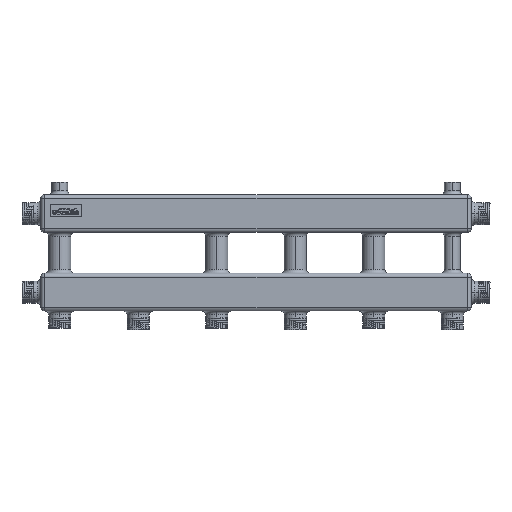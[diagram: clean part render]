
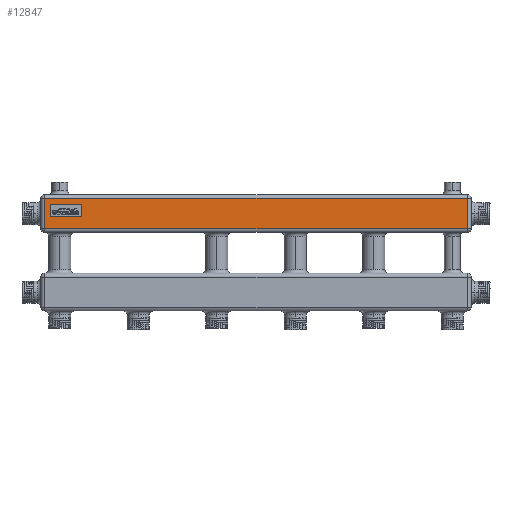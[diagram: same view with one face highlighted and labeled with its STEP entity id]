
A CAD part, top view. The second image highlights one B-rep face of the part: STEP entity #12847.
In plain terms, the highlighted planar face has unit normal (0, 0, 1).
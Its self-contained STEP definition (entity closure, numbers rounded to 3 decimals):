
#343 = LINE ( 'NONE', #2161, #18204 ) ;
#534 = VERTEX_POINT ( 'NONE', #21400 ) ;
#1618 = VERTEX_POINT ( 'NONE', #2217 ) ;
#1823 = CARTESIAN_POINT ( 'NONE',  ( 65., 60.5, 30. ) ) ;
#1910 = EDGE_CURVE ( 'NONE', #15239, #24797, #9150, .T. ) ;
#2161 = CARTESIAN_POINT ( 'NONE',  ( 15., 0., 30. ) ) ;
#2217 = CARTESIAN_POINT ( 'NONE',  ( 15., 74.5, 30. ) ) ;
#2501 = VERTEX_POINT ( 'NONE', #1823 ) ;
#3470 = FACE_BOUND ( 'NONE', #13987, .T. ) ;
#3564 = CARTESIAN_POINT ( 'NONE',  ( 62., 57.5, 30. ) ) ;
#4141 = VERTEX_POINT ( 'NONE', #23251 ) ;
#4517 = VERTEX_POINT ( 'NONE', #34107 ) ;
#5981 = DIRECTION ( 'NONE',  ( 1., 0., 0. ) ) ;
#6157 = CARTESIAN_POINT ( 'NONE',  ( 0., 86.5, 30. ) ) ;
#6399 = CARTESIAN_POINT ( 'NONE',  ( 0., 38.5, 30. ) ) ;
#6465 = EDGE_CURVE ( 'NONE', #24797, #17307, #13137, .T. ) ;
#7288 = ORIENTED_EDGE ( 'NONE', *, *, #26578, .T. ) ;
#7568 = DIRECTION ( 'NONE',  ( 1., 0., 0. ) ) ;
#9150 = LINE ( 'NONE', #34353, #19967 ) ;
#9819 = ORIENTED_EDGE ( 'NONE', *, *, #36158, .T. ) ;
#9898 = AXIS2_PLACEMENT_3D ( 'NONE', #18537, #36492, #17875 ) ;
#10318 = CARTESIAN_POINT ( 'NONE',  ( 6., 86.5, 30. ) ) ;
#10722 = ORIENTED_EDGE ( 'NONE', *, *, #20544, .T. ) ;
#10934 = CARTESIAN_POINT ( 'NONE',  ( 0., 0., 30. ) ) ;
#11115 = CARTESIAN_POINT ( 'NONE',  ( 18., 74.5, 30. ) ) ;
#11652 = DIRECTION ( 'NONE',  ( 0., 0., -1. ) ) ;
#11737 = DIRECTION ( 'NONE',  ( -1., 0., 0. ) ) ;
#12683 = ORIENTED_EDGE ( 'NONE', *, *, #21034, .T. ) ;
#12695 = EDGE_LOOP ( 'NONE', ( #35317, #12683, #10722, #17907 ) ) ;
#12847 = ADVANCED_FACE ( 'NONE', ( #14763, #3470 ), #14079, .T. ) ;
#12976 = VECTOR ( 'NONE', #14709, 1000. ) ;
#13137 = LINE ( 'NONE', #6399, #21153 ) ;
#13287 = EDGE_CURVE ( 'NONE', #15578, #2501, #26461, .T. ) ;
#13470 = DIRECTION ( 'NONE',  ( 0., -1., 0. ) ) ;
#13987 = EDGE_LOOP ( 'NONE', ( #14597, #36510, #7288, #14519, #9819, #26227, #26573, #26721 ) ) ;
#14079 = PLANE ( 'NONE',  #19351 ) ;
#14519 = ORIENTED_EDGE ( 'NONE', *, *, #25017, .T. ) ;
#14587 = VERTEX_POINT ( 'NONE', #28872 ) ;
#14597 = ORIENTED_EDGE ( 'NONE', *, *, #13287, .T. ) ;
#14709 = DIRECTION ( 'NONE',  ( 0., 1., 0. ) ) ;
#14763 = FACE_OUTER_BOUND ( 'NONE', #12695, .T. ) ;
#14836 = CARTESIAN_POINT ( 'NONE',  ( 679., 0., 30. ) ) ;
#15239 = VERTEX_POINT ( 'NONE', #10318 ) ;
#15318 = DIRECTION ( 'NONE',  ( 0., 0., -1. ) ) ;
#15401 = CARTESIAN_POINT ( 'NONE',  ( 0., 77.5, 30. ) ) ;
#15578 = VERTEX_POINT ( 'NONE', #32282 ) ;
#16577 = DIRECTION ( 'NONE',  ( 0., 0., 1. ) ) ;
#16598 = DIRECTION ( 'NONE',  ( 0., 1., 0. ) ) ;
#17307 = VERTEX_POINT ( 'NONE', #18114 ) ;
#17623 = CARTESIAN_POINT ( 'NONE',  ( 0., 57.5, 30. ) ) ;
#17875 = DIRECTION ( 'NONE',  ( 1., 0., 0. ) ) ;
#17907 = ORIENTED_EDGE ( 'NONE', *, *, #1910, .T. ) ;
#18114 = CARTESIAN_POINT ( 'NONE',  ( 679., 38.5, 30. ) ) ;
#18204 = VECTOR ( 'NONE', #16598, 1000. ) ;
#18485 = VECTOR ( 'NONE', #36964, 1000. ) ;
#18537 = CARTESIAN_POINT ( 'NONE',  ( 62., 74.5, 30. ) ) ;
#18638 = LINE ( 'NONE', #6157, #34145 ) ;
#19351 = AXIS2_PLACEMENT_3D ( 'NONE', #10934, #16577, #28632 ) ;
#19587 = CIRCLE ( 'NONE', #9898, 3. ) ;
#19928 = DIRECTION ( 'NONE',  ( 1., 0., 0. ) ) ;
#19967 = VECTOR ( 'NONE', #13470, 1000. ) ;
#20544 = EDGE_CURVE ( 'NONE', #4141, #15239, #18638, .T. ) ;
#21034 = EDGE_CURVE ( 'NONE', #17307, #4141, #30807, .T. ) ;
#21153 = VECTOR ( 'NONE', #33192, 1000. ) ;
#21400 = CARTESIAN_POINT ( 'NONE',  ( 62., 77.5, 30. ) ) ;
#21862 = EDGE_CURVE ( 'NONE', #1618, #14587, #34053, .T. ) ;
#21869 = CARTESIAN_POINT ( 'NONE',  ( 62., 60.5, 30. ) ) ;
#22175 = CARTESIAN_POINT ( 'NONE',  ( 6., 38.5, 30. ) ) ;
#23251 = CARTESIAN_POINT ( 'NONE',  ( 679., 86.5, 30. ) ) ;
#24003 = CARTESIAN_POINT ( 'NONE',  ( 18., 60.5, 30. ) ) ;
#24104 = CARTESIAN_POINT ( 'NONE',  ( 18., 57.5, 30. ) ) ;
#24621 = DIRECTION ( 'NONE',  ( 1., 0., 0. ) ) ;
#24797 = VERTEX_POINT ( 'NONE', #22175 ) ;
#25017 = EDGE_CURVE ( 'NONE', #27130, #4517, #38111, .T. ) ;
#25079 = LINE ( 'NONE', #15401, #27409 ) ;
#25253 = EDGE_CURVE ( 'NONE', #2501, #36498, #27367, .T. ) ;
#25433 = CARTESIAN_POINT ( 'NONE',  ( 65., 0., 30. ) ) ;
#26227 = ORIENTED_EDGE ( 'NONE', *, *, #21862, .T. ) ;
#26461 = LINE ( 'NONE', #25433, #18485 ) ;
#26573 = ORIENTED_EDGE ( 'NONE', *, *, #29115, .T. ) ;
#26578 = EDGE_CURVE ( 'NONE', #36498, #27130, #26865, .T. ) ;
#26721 = ORIENTED_EDGE ( 'NONE', *, *, #35408, .T. ) ;
#26865 = LINE ( 'NONE', #17623, #34826 ) ;
#27130 = VERTEX_POINT ( 'NONE', #24104 ) ;
#27367 = CIRCLE ( 'NONE', #29015, 3. ) ;
#27409 = VECTOR ( 'NONE', #7568, 1000. ) ;
#28632 = DIRECTION ( 'NONE',  ( 1., 0., 0. ) ) ;
#28816 = DIRECTION ( 'NONE',  ( 0., 0., -1. ) ) ;
#28872 = CARTESIAN_POINT ( 'NONE',  ( 18., 77.5, 30. ) ) ;
#29015 = AXIS2_PLACEMENT_3D ( 'NONE', #21869, #15318, #24621 ) ;
#29115 = EDGE_CURVE ( 'NONE', #14587, #534, #25079, .T. ) ;
#29661 = DIRECTION ( 'NONE',  ( -1., 0., 0. ) ) ;
#30807 = LINE ( 'NONE', #14836, #12976 ) ;
#32282 = CARTESIAN_POINT ( 'NONE',  ( 65., 74.5, 30. ) ) ;
#33192 = DIRECTION ( 'NONE',  ( 1., 0., 0. ) ) ;
#33803 = AXIS2_PLACEMENT_3D ( 'NONE', #24003, #11652, #5981 ) ;
#34053 = CIRCLE ( 'NONE', #34948, 3. ) ;
#34107 = CARTESIAN_POINT ( 'NONE',  ( 15., 60.5, 30. ) ) ;
#34145 = VECTOR ( 'NONE', #29661, 1000. ) ;
#34353 = CARTESIAN_POINT ( 'NONE',  ( 6., 0., 30. ) ) ;
#34826 = VECTOR ( 'NONE', #11737, 1000. ) ;
#34948 = AXIS2_PLACEMENT_3D ( 'NONE', #11115, #28816, #19928 ) ;
#35317 = ORIENTED_EDGE ( 'NONE', *, *, #6465, .T. ) ;
#35408 = EDGE_CURVE ( 'NONE', #534, #15578, #19587, .T. ) ;
#36158 = EDGE_CURVE ( 'NONE', #4517, #1618, #343, .T. ) ;
#36492 = DIRECTION ( 'NONE',  ( 0., 0., -1. ) ) ;
#36498 = VERTEX_POINT ( 'NONE', #3564 ) ;
#36510 = ORIENTED_EDGE ( 'NONE', *, *, #25253, .T. ) ;
#36964 = DIRECTION ( 'NONE',  ( 0., -1., 0. ) ) ;
#38111 = CIRCLE ( 'NONE', #33803, 3. ) ;
